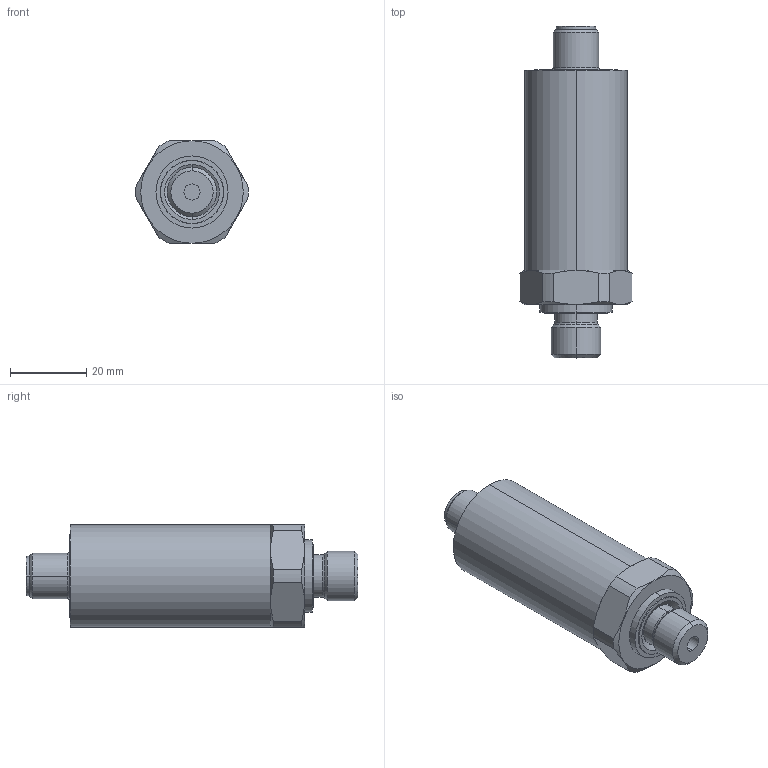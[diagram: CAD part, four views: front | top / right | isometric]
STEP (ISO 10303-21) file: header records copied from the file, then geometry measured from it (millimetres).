
FILE_DESCRIPTION (( 'STEP AP203' ), '1' );
FILE_NAME ('step-20012.STEP', '2020-11-10T07:09:00', ( '' ), ( '' ), 'SwSTEP 2.0', 'SolidWorks 2016', '' );
FILE_SCHEMA (( 'CONFIG_CONTROL_DESIGN' ));
Length unit declared in the file: millimetre
Products named in the file (1): step-20012
Bounding box: 29.48 x 87.1 x 27 mm (x, y, z)
Volume: 37505.4 mm3; surface area: 8640.3 mm2
Topology: 1 solids, 2 shells, 120 faces, 261 edges, 160 vertices
Faces by surface type: cylinder 51, plane 28, cone 23, torus 18
Entity records: 3489 total; most frequent: CARTESIAN_POINT 684, DIRECTION 640, ORIENTED_EDGE 522, AXIS2_PLACEMENT_3D 276, EDGE_CURVE 261, VERTEX_POINT 160, CIRCLE 155, EDGE_LOOP 137
